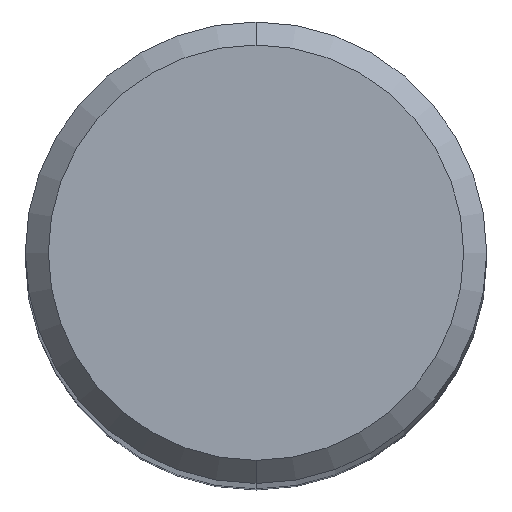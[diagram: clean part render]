
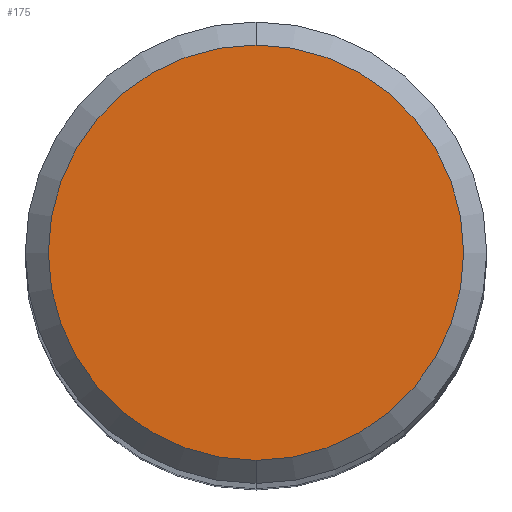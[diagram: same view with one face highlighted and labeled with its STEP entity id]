
A CAD part, top view. The second image highlights one B-rep face of the part: STEP entity #175.
In plain terms, the highlighted planar face has unit normal (0, 0, 1).
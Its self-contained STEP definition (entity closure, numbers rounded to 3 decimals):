
#175=ADVANCED_FACE('',(#450),#451,.T.);
#197=EDGE_CURVE('',#343,#215,#475,.T.);
#215=VERTEX_POINT('',#494);
#287=EDGE_CURVE('',#215,#343,#571,.T.);
#343=VERTEX_POINT('',#634);
#450=FACE_OUTER_BOUND('',#771,.T.);
#451=PLANE('',#772);
#475=CIRCLE('',#819,5.4);
#494=CARTESIAN_POINT('',(0.,-5.4,0.0));
#571=CIRCLE('',#1084,5.4);
#634=CARTESIAN_POINT('',(0.0,5.4,0.0));
#771=EDGE_LOOP('',(#1385,#1386));
#772=AXIS2_PLACEMENT_3D('',#1387,#1388,#1389);
#819=AXIS2_PLACEMENT_3D('',#1413,#1414,#1415);
#1084=AXIS2_PLACEMENT_3D('',#1495,#1496,#1497);
#1385=ORIENTED_EDGE('',*,*,#197,.F.);
#1386=ORIENTED_EDGE('',*,*,#287,.F.);
#1387=CARTESIAN_POINT('',(0.0,2.7,0.0));
#1388=DIRECTION('',(-0.0,0.0,1.0));
#1389=DIRECTION('',(0.0,-1.0,0.0));
#1413=CARTESIAN_POINT('',(0.0,0.0,0.0));
#1414=DIRECTION('',(0.0,0.0,-1.0));
#1415=DIRECTION('',(0.0,1.0,0.0));
#1495=CARTESIAN_POINT('',(0.0,0.0,0.0));
#1496=DIRECTION('',(0.0,0.0,-1.0));
#1497=DIRECTION('',(0.0,1.0,0.0));
